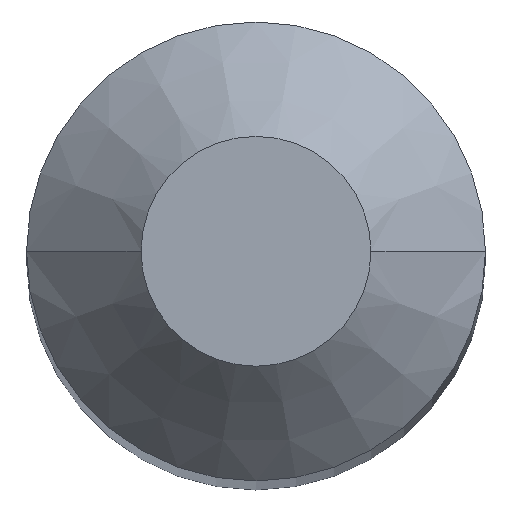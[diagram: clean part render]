
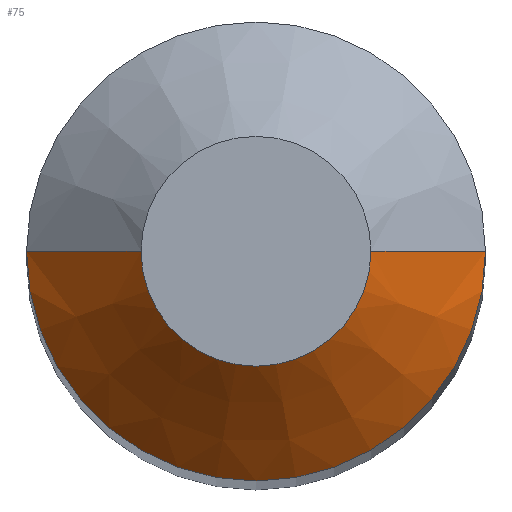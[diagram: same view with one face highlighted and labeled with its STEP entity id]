
A CAD part, top view. The second image highlights one B-rep face of the part: STEP entity #75.
In plain terms, the highlighted conical face has half-angle 45 degrees and reference radius 1.587 mm.
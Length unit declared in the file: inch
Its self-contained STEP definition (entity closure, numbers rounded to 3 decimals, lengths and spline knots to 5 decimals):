
#2 = CARTESIAN_POINT ( 'NONE',  ( 0.0625, 0., -0.0312 ) ) ;
#14 = VERTEX_POINT ( 'NONE', #349 ) ;
#36 = CARTESIAN_POINT ( 'NONE',  ( 0., 0., 0. ) ) ;
#43 = DIRECTION ( 'NONE',  ( 0.707, 0., -0.707 ) ) ;
#67 = CARTESIAN_POINT ( 'NONE',  ( -0.0313, 0., 0. ) ) ;
#69 = FACE_OUTER_BOUND ( 'NONE', #197, .T. ) ;
#71 = CONICAL_SURFACE ( 'NONE', #297, 0.0625, 0.785 ) ;
#75 = ADVANCED_FACE ( 'NONE', ( #69 ), #71, .T. ) ;
#113 = CIRCLE ( 'NONE', #169, 0.0313 ) ;
#131 = CARTESIAN_POINT ( 'NONE',  ( -0.0625, 0., -0.0312 ) ) ;
#140 = ORIENTED_EDGE ( 'NONE', *, *, #153, .F. ) ;
#150 = DIRECTION ( 'NONE',  ( 1., 0., 0. ) ) ;
#153 = EDGE_CURVE ( 'NONE', #14, #182, #158, .T. ) ;
#158 = LINE ( 'NONE', #2, #292 ) ;
#169 = AXIS2_PLACEMENT_3D ( 'NONE', #36, #367, #360 ) ;
#181 = CIRCLE ( 'NONE', #237, 0.0625 ) ;
#182 = VERTEX_POINT ( 'NONE', #368 ) ;
#191 = CARTESIAN_POINT ( 'NONE',  ( 0., 0., -0.0312 ) ) ;
#197 = EDGE_LOOP ( 'NONE', ( #140, #375, #341, #358 ) ) ;
#209 = DIRECTION ( 'NONE',  ( 0., 0., 1. ) ) ;
#222 = DIRECTION ( 'NONE',  ( -0.707, 0., -0.707 ) ) ;
#225 = DIRECTION ( 'NONE',  ( -1., 0., 0. ) ) ;
#233 = CARTESIAN_POINT ( 'NONE',  ( -0.0625, 0., -0.0312 ) ) ;
#237 = AXIS2_PLACEMENT_3D ( 'NONE', #354, #209, #150 ) ;
#285 = VERTEX_POINT ( 'NONE', #67 ) ;
#292 = VECTOR ( 'NONE', #43, 39.37008 ) ;
#295 = EDGE_CURVE ( 'NONE', #353, #182, #181, .T. ) ;
#297 = AXIS2_PLACEMENT_3D ( 'NONE', #191, #364, #225 ) ;
#300 = VECTOR ( 'NONE', #222, 39.37008 ) ;
#341 = ORIENTED_EDGE ( 'NONE', *, *, #379, .T. ) ;
#348 = LINE ( 'NONE', #131, #300 ) ;
#349 = CARTESIAN_POINT ( 'NONE',  ( 0.0313, 0., 0. ) ) ;
#353 = VERTEX_POINT ( 'NONE', #233 ) ;
#354 = CARTESIAN_POINT ( 'NONE',  ( 0., 0., -0.0312 ) ) ;
#358 = ORIENTED_EDGE ( 'NONE', *, *, #295, .T. ) ;
#360 = DIRECTION ( 'NONE',  ( 1., 0., 0. ) ) ;
#364 = DIRECTION ( 'NONE',  ( 0., 0., -1. ) ) ;
#367 = DIRECTION ( 'NONE',  ( 0., 0., 1. ) ) ;
#368 = CARTESIAN_POINT ( 'NONE',  ( 0.0625, 0., -0.0312 ) ) ;
#375 = ORIENTED_EDGE ( 'NONE', *, *, #383, .F. ) ;
#379 = EDGE_CURVE ( 'NONE', #285, #353, #348, .T. ) ;
#383 = EDGE_CURVE ( 'NONE', #285, #14, #113, .T. ) ;
